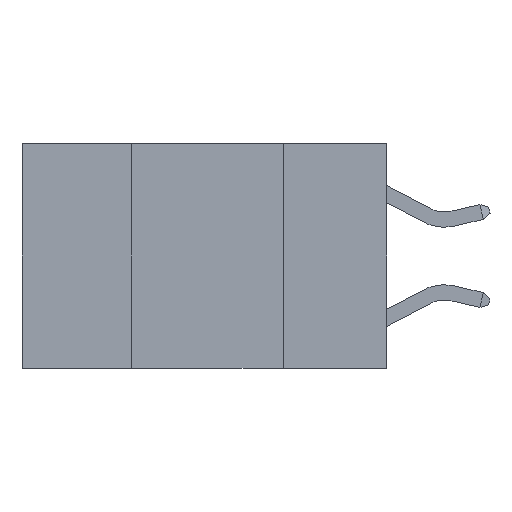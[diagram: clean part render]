
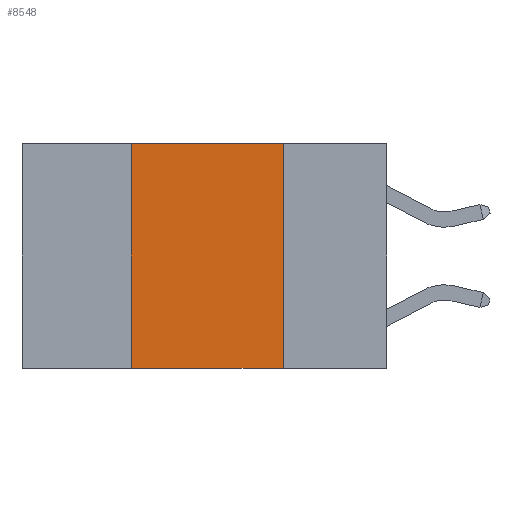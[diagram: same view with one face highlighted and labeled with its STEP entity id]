
A CAD part, left-side view. The second image highlights one B-rep face of the part: STEP entity #8548.
In plain terms, the highlighted planar face has unit normal (-1, 0, 0).
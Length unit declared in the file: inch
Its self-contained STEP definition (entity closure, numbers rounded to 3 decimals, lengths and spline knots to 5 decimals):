
#159 = VERTEX_POINT ( 'NONE', #29262 ) ;
#294 = CARTESIAN_POINT ( 'NONE',  ( 0., 0.6, -0.37 ) ) ;
#793 = ORIENTED_EDGE ( 'NONE', *, *, #8495, .F. ) ;
#1474 = CARTESIAN_POINT ( 'NONE',  ( 0., 0.42, 0. ) ) ;
#2096 = DIRECTION ( 'NONE',  ( 0., 0., -1. ) ) ;
#2993 = AXIS2_PLACEMENT_3D ( 'NONE', #8418, #10478, #5700 ) ;
#3150 = CARTESIAN_POINT ( 'NONE',  ( 0., 0.6, 0. ) ) ;
#4336 = LINE ( 'NONE', #4483, #11094 ) ;
#4483 = CARTESIAN_POINT ( 'NONE',  ( 0., 0.17, 0. ) ) ;
#5405 = EDGE_CURVE ( 'NONE', #12706, #13340, #4336, .T. ) ;
#5537 = DIRECTION ( 'NONE',  ( 0., -1., 0. ) ) ;
#5700 = DIRECTION ( 'NONE',  ( 0., 0., -1. ) ) ;
#7027 = VECTOR ( 'NONE', #19666, 39.37008 ) ;
#8418 = CARTESIAN_POINT ( 'NONE',  ( 0., 0.6, 0. ) ) ;
#8495 = EDGE_CURVE ( 'NONE', #12326, #12706, #19840, .T. ) ;
#8548 = ADVANCED_FACE ( 'NONE', ( #22380 ), #27604, .F. ) ;
#8607 = VECTOR ( 'NONE', #5537, 39.37008 ) ;
#10478 = DIRECTION ( 'NONE',  ( 1., 0., 0. ) ) ;
#11094 = VECTOR ( 'NONE', #2096, 39.37008 ) ;
#11187 = DIRECTION ( 'NONE',  ( 0., 0., 1. ) ) ;
#11485 = EDGE_LOOP ( 'NONE', ( #18089, #793, #22978, #16385 ) ) ;
#12326 = VERTEX_POINT ( 'NONE', #17372 ) ;
#12706 = VERTEX_POINT ( 'NONE', #22115 ) ;
#13340 = VERTEX_POINT ( 'NONE', #21850 ) ;
#16385 = ORIENTED_EDGE ( 'NONE', *, *, #29565, .T. ) ;
#17372 = CARTESIAN_POINT ( 'NONE',  ( 0., 0.42, 0. ) ) ;
#18089 = ORIENTED_EDGE ( 'NONE', *, *, #5405, .F. ) ;
#18178 = EDGE_CURVE ( 'NONE', #159, #12326, #30676, .T. ) ;
#19666 = DIRECTION ( 'NONE',  ( 0., -1., 0. ) ) ;
#19840 = LINE ( 'NONE', #3150, #8607 ) ;
#21850 = CARTESIAN_POINT ( 'NONE',  ( 0., 0.17, -0.37 ) ) ;
#22115 = CARTESIAN_POINT ( 'NONE',  ( 0., 0.17, 0. ) ) ;
#22380 = FACE_OUTER_BOUND ( 'NONE', #11485, .T. ) ;
#22978 = ORIENTED_EDGE ( 'NONE', *, *, #18178, .F. ) ;
#24747 = LINE ( 'NONE', #294, #7027 ) ;
#27604 = PLANE ( 'NONE',  #2993 ) ;
#29262 = CARTESIAN_POINT ( 'NONE',  ( 0., 0.42, -0.37 ) ) ;
#29565 = EDGE_CURVE ( 'NONE', #159, #13340, #24747, .T. ) ;
#30676 = LINE ( 'NONE', #1474, #31116 ) ;
#31116 = VECTOR ( 'NONE', #11187, 39.37008 ) ;
